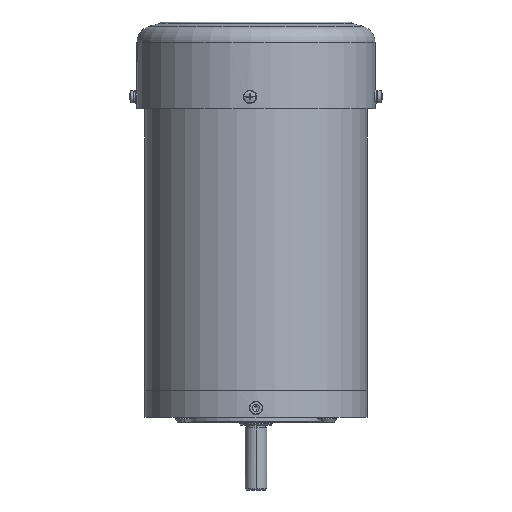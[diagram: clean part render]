
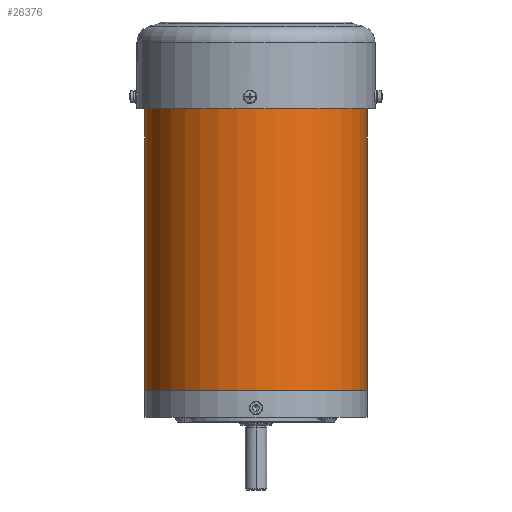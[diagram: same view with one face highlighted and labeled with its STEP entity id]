
A CAD part, front view. The second image highlights one B-rep face of the part: STEP entity #26376.
In plain terms, the highlighted cylindrical face has radius 82 mm (diameter 164 mm), a partial arc.
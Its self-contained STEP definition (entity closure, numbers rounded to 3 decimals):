
#1707 = CARTESIAN_POINT ( 'NONE',  ( 0., 0., 0. ) ) ;
#3542 = DIRECTION ( 'NONE',  ( 1., 0., 0. ) ) ;
#4548 = CARTESIAN_POINT ( 'NONE',  ( -82., 0., 210. ) ) ;
#5269 = DIRECTION ( 'NONE',  ( 1., 0., 0. ) ) ;
#5273 = AXIS2_PLACEMENT_3D ( 'NONE', #46314, #24931, #3542 ) ;
#7394 = VERTEX_POINT ( 'NONE', #4548 ) ;
#9628 = CARTESIAN_POINT ( 'NONE',  ( 82., 0., 0. ) ) ;
#10175 = CARTESIAN_POINT ( 'NONE',  ( 82., 0., 210. ) ) ;
#10585 = ORIENTED_EDGE ( 'NONE', *, *, #22457, .F. ) ;
#11860 = VECTOR ( 'NONE', #13517, 1000. ) ;
#13517 = DIRECTION ( 'NONE',  ( 0., 0., -1. ) ) ;
#13786 = DIRECTION ( 'NONE',  ( 0., 0., -1. ) ) ;
#19637 = VERTEX_POINT ( 'NONE', #9628 ) ;
#22457 = EDGE_CURVE ( 'NONE', #41703, #19637, #34103, .T. ) ;
#23019 = EDGE_LOOP ( 'NONE', ( #10585, #23289, #33555, #40844 ) ) ;
#23289 = ORIENTED_EDGE ( 'NONE', *, *, #45508, .F. ) ;
#24931 = DIRECTION ( 'NONE',  ( 0., 0., 1. ) ) ;
#25647 = DIRECTION ( 'NONE',  ( 0., 0., -1. ) ) ;
#26376 = ADVANCED_FACE ( 'NONE', ( #46186 ), #27184, .T. ) ;
#26625 = DIRECTION ( 'NONE',  ( 0., 0., 1. ) ) ;
#27184 = CYLINDRICAL_SURFACE ( 'NONE', #40208, 82. ) ;
#28967 = CIRCLE ( 'NONE', #34310, 82. ) ;
#29040 = DIRECTION ( 'NONE',  ( -1., 0., 0. ) ) ;
#29052 = EDGE_CURVE ( 'NONE', #7394, #40255, #30838, .T. ) ;
#30838 = LINE ( 'NONE', #38770, #11860 ) ;
#33555 = ORIENTED_EDGE ( 'NONE', *, *, #29052, .T. ) ;
#34103 = LINE ( 'NONE', #10175, #43610 ) ;
#34213 = EDGE_CURVE ( 'NONE', #40255, #19637, #28967, .T. ) ;
#34310 = AXIS2_PLACEMENT_3D ( 'NONE', #1707, #26625, #5269 ) ;
#34881 = CARTESIAN_POINT ( 'NONE',  ( 82., 0., 210. ) ) ;
#36594 = CARTESIAN_POINT ( 'NONE',  ( -82., 0., 0. ) ) ;
#38770 = CARTESIAN_POINT ( 'NONE',  ( -82., 0., 210. ) ) ;
#39801 = CARTESIAN_POINT ( 'NONE',  ( 0., 0., 210. ) ) ;
#40208 = AXIS2_PLACEMENT_3D ( 'NONE', #39801, #25647, #29040 ) ;
#40255 = VERTEX_POINT ( 'NONE', #36594 ) ;
#40844 = ORIENTED_EDGE ( 'NONE', *, *, #34213, .T. ) ;
#41703 = VERTEX_POINT ( 'NONE', #34881 ) ;
#43590 = CIRCLE ( 'NONE', #5273, 82. ) ;
#43610 = VECTOR ( 'NONE', #13786, 1000. ) ;
#45508 = EDGE_CURVE ( 'NONE', #7394, #41703, #43590, .T. ) ;
#46186 = FACE_OUTER_BOUND ( 'NONE', #23019, .T. ) ;
#46314 = CARTESIAN_POINT ( 'NONE',  ( 0., 0., 210. ) ) ;
